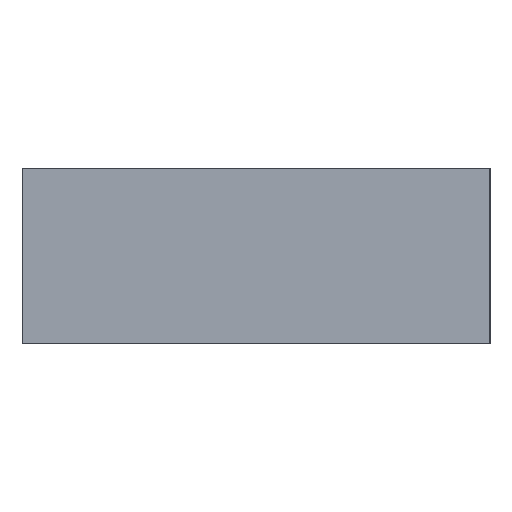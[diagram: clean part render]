
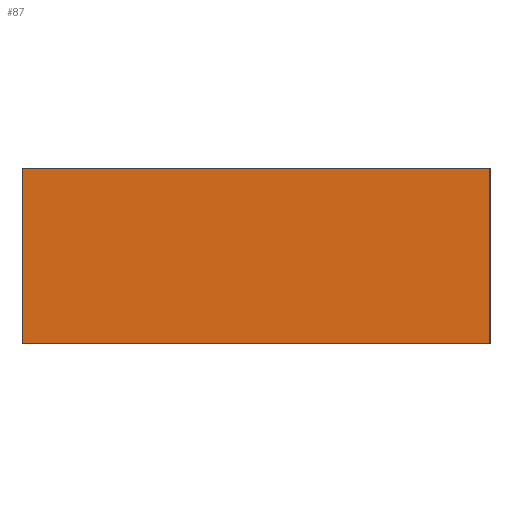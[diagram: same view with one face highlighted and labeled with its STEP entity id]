
A CAD part, left-side view. The second image highlights one B-rep face of the part: STEP entity #87.
In plain terms, the highlighted planar face has unit normal (-1, 0, 0).
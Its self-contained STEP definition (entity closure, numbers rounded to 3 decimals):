
#76 = ORIENTED_EDGE ( 'NONE', *, *, #77, .T. ) ;
#77 = EDGE_CURVE ( 'NONE', #98, #91, #1156, .T. ) ;
#87 = ADVANCED_FACE ( 'NONE', ( #1208 ), #1207, .F. ) ;
#88 = EDGE_LOOP ( 'NONE', ( #89, #93, #96, #76 ) ) ;
#89 = ORIENTED_EDGE ( 'NONE', *, *, #90, .T. ) ;
#90 = EDGE_CURVE ( 'NONE', #91, #92, #1202, .T. ) ;
#91 = VERTEX_POINT ( 'NONE', #1198 ) ;
#92 = VERTEX_POINT ( 'NONE', #1197 ) ;
#93 = ORIENTED_EDGE ( 'NONE', *, *, #94, .F. ) ;
#94 = EDGE_CURVE ( 'NONE', #95, #92, #1196, .T. ) ;
#95 = VERTEX_POINT ( 'NONE', #1192 ) ;
#96 = ORIENTED_EDGE ( 'NONE', *, *, #97, .F. ) ;
#97 = EDGE_CURVE ( 'NONE', #98, #95, #1191, .T. ) ;
#98 = VERTEX_POINT ( 'NONE', #1187 ) ;
#1153 = DIRECTION ( 'NONE',  ( 0., 0., -1. ) ) ;
#1154 = VECTOR ( 'NONE', #1153, 1000. ) ;
#1155 = CARTESIAN_POINT ( 'NONE',  ( -1.6, 0.8, 0.6 ) ) ;
#1156 = LINE ( 'NONE', #1155, #1154 ) ;
#1187 = CARTESIAN_POINT ( 'NONE',  ( -1.6, 0.8, 0.6 ) ) ;
#1188 = DIRECTION ( 'NONE',  ( 0., -1., 0. ) ) ;
#1189 = VECTOR ( 'NONE', #1188, 1000. ) ;
#1190 = CARTESIAN_POINT ( 'NONE',  ( -1.6, 0.8, 0.6 ) ) ;
#1191 = LINE ( 'NONE', #1190, #1189 ) ;
#1192 = CARTESIAN_POINT ( 'NONE',  ( -1.6, -0.8, 0.6 ) ) ;
#1193 = DIRECTION ( 'NONE',  ( 0., 0., -1. ) ) ;
#1194 = VECTOR ( 'NONE', #1193, 1000. ) ;
#1195 = CARTESIAN_POINT ( 'NONE',  ( -1.6, -0.8, 0.6 ) ) ;
#1196 = LINE ( 'NONE', #1195, #1194 ) ;
#1197 = CARTESIAN_POINT ( 'NONE',  ( -1.6, -0.8, 0. ) ) ;
#1198 = CARTESIAN_POINT ( 'NONE',  ( -1.6, 0.8, 0. ) ) ;
#1199 = DIRECTION ( 'NONE',  ( 0., -1., 0. ) ) ;
#1200 = VECTOR ( 'NONE', #1199, 1000. ) ;
#1201 = CARTESIAN_POINT ( 'NONE',  ( -1.6, 0.8, 0. ) ) ;
#1202 = LINE ( 'NONE', #1201, #1200 ) ;
#1203 = DIRECTION ( 'NONE',  ( 0., 1., 0. ) ) ;
#1204 = DIRECTION ( 'NONE',  ( 1., 0., 0. ) ) ;
#1205 = CARTESIAN_POINT ( 'NONE',  ( -1.6, 0.8, 0.6 ) ) ;
#1206 = AXIS2_PLACEMENT_3D ( 'NONE', #1205, #1204, #1203 ) ;
#1207 = PLANE ( 'NONE',  #1206 ) ;
#1208 = FACE_OUTER_BOUND ( 'NONE', #88, .T. ) ;
